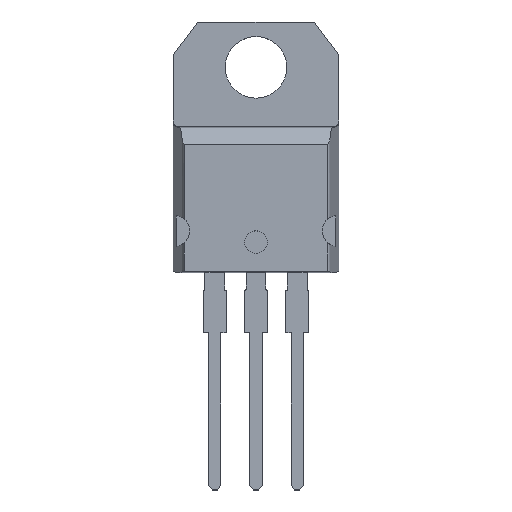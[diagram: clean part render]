
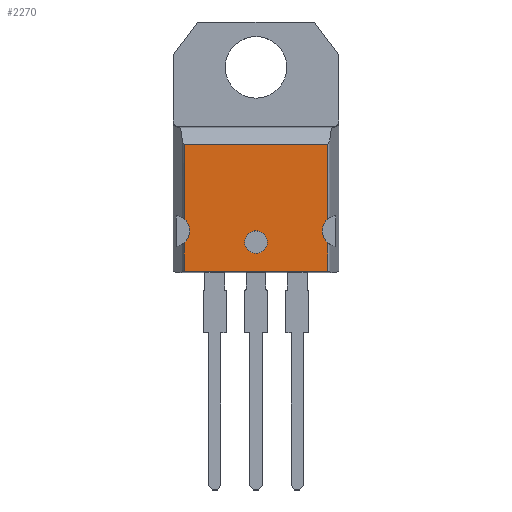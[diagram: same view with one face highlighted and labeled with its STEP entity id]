
A CAD part, top view. The second image highlights one B-rep face of the part: STEP entity #2270.
In plain terms, the highlighted planar face has unit normal (0, 0, 1).
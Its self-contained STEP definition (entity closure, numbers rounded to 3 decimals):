
#20 = EDGE_LOOP ( 'NONE', ( #778, #2482 ) ) ;
#88 = AXIS2_PLACEMENT_3D ( 'NONE', #1919, #2594, #634 ) ;
#93 = EDGE_CURVE ( 'NONE', #2651, #2756, #744, .T. ) ;
#125 = LINE ( 'NONE', #2052, #2634 ) ;
#132 = VECTOR ( 'NONE', #2543, 1000. ) ;
#147 = VERTEX_POINT ( 'NONE', #1303 ) ;
#166 = CIRCLE ( 'NONE', #463, 0.7 ) ;
#175 = DIRECTION ( 'NONE',  ( 0., -1., 0. ) ) ;
#231 = AXIS2_PLACEMENT_3D ( 'NONE', #1792, #2028, #1999 ) ;
#382 = EDGE_LOOP ( 'NONE', ( #472, #1671, #451, #2451, #432, #1794, #2169, #2687, #1877, #1870 ) ) ;
#432 = ORIENTED_EDGE ( 'NONE', *, *, #2716, .F. ) ;
#435 = CIRCLE ( 'NONE', #231, 0.7 ) ;
#451 = ORIENTED_EDGE ( 'NONE', *, *, #1112, .F. ) ;
#463 = AXIS2_PLACEMENT_3D ( 'NONE', #885, #1759, #1125 ) ;
#472 = ORIENTED_EDGE ( 'NONE', *, *, #1901, .T. ) ;
#555 = CIRCLE ( 'NONE', #88, 1. ) ;
#556 = VERTEX_POINT ( 'NONE', #2076 ) ;
#579 = DIRECTION ( 'NONE',  ( 0., -1., 0. ) ) ;
#587 = VECTOR ( 'NONE', #1264, 1000. ) ;
#601 = VERTEX_POINT ( 'NONE', #971 ) ;
#615 = VERTEX_POINT ( 'NONE', #2772 ) ;
#634 = DIRECTION ( 'NONE',  ( -1., 0., 0. ) ) ;
#702 = DIRECTION ( 'NONE',  ( 0., 0., -1. ) ) ;
#739 = CARTESIAN_POINT ( 'NONE',  ( -4.427, 7.944, 4.5 ) ) ;
#741 = DIRECTION ( 'NONE',  ( 0., 1., 0. ) ) ;
#744 = LINE ( 'NONE', #1034, #1355 ) ;
#770 = CARTESIAN_POINT ( 'NONE',  ( -4.427, 1.86, 4.5 ) ) ;
#778 = ORIENTED_EDGE ( 'NONE', *, *, #949, .T. ) ;
#793 = AXIS2_PLACEMENT_3D ( 'NONE', #2708, #2283, #741 ) ;
#819 = EDGE_CURVE ( 'NONE', #601, #615, #555, .T. ) ;
#823 = DIRECTION ( 'NONE',  ( -1., 0., 0. ) ) ;
#847 = EDGE_CURVE ( 'NONE', #2265, #2654, #1959, .T. ) ;
#885 = CARTESIAN_POINT ( 'NONE',  ( 0., 1.9, 4.5 ) ) ;
#908 = VERTEX_POINT ( 'NONE', #1135 ) ;
#910 = CARTESIAN_POINT ( 'NONE',  ( -0.7, 1.9, 4.5 ) ) ;
#924 = EDGE_CURVE ( 'NONE', #2654, #2333, #1288, .T. ) ;
#927 = CARTESIAN_POINT ( 'NONE',  ( -4.427, 0.099, 4.5 ) ) ;
#931 = LINE ( 'NONE', #1504, #587 ) ;
#939 = LINE ( 'NONE', #2006, #2642 ) ;
#949 = EDGE_CURVE ( 'NONE', #556, #2631, #166, .T. ) ;
#971 = CARTESIAN_POINT ( 'NONE',  ( 4.1, 2.6, 4.5 ) ) ;
#1027 = EDGE_CURVE ( 'NONE', #2631, #556, #435, .T. ) ;
#1034 = CARTESIAN_POINT ( 'NONE',  ( 5.1, 7.944, 4.5 ) ) ;
#1112 = EDGE_CURVE ( 'NONE', #2651, #615, #939, .T. ) ;
#1125 = DIRECTION ( 'NONE',  ( 1., 0., 0. ) ) ;
#1135 = CARTESIAN_POINT ( 'NONE',  ( 4.427, 0.099, 4.5 ) ) ;
#1143 = FACE_OUTER_BOUND ( 'NONE', #382, .T. ) ;
#1264 = DIRECTION ( 'NONE',  ( 0., 1., 0. ) ) ;
#1287 = EDGE_CURVE ( 'NONE', #908, #1508, #2124, .T. ) ;
#1288 = CIRCLE ( 'NONE', #2080, 1. ) ;
#1303 = CARTESIAN_POINT ( 'NONE',  ( 4.427, 1.86, 4.5 ) ) ;
#1355 = VECTOR ( 'NONE', #2746, 1000. ) ;
#1393 = FACE_BOUND ( 'NONE', #20, .T. ) ;
#1437 = CARTESIAN_POINT ( 'NONE',  ( -4.427, 3.34, 4.5 ) ) ;
#1482 = LINE ( 'NONE', #2483, #2524 ) ;
#1491 = CARTESIAN_POINT ( 'NONE',  ( 5.1, 0.099, 4.5 ) ) ;
#1504 = CARTESIAN_POINT ( 'NONE',  ( -4.427, 4.022, 4.5 ) ) ;
#1508 = VERTEX_POINT ( 'NONE', #927 ) ;
#1671 = ORIENTED_EDGE ( 'NONE', *, *, #819, .T. ) ;
#1759 = DIRECTION ( 'NONE',  ( 0., 0., -1. ) ) ;
#1768 = DIRECTION ( 'NONE',  ( 1., 0., 0. ) ) ;
#1776 = DIRECTION ( 'NONE',  ( 0., 0., -1. ) ) ;
#1792 = CARTESIAN_POINT ( 'NONE',  ( 0., 1.9, 4.5 ) ) ;
#1794 = ORIENTED_EDGE ( 'NONE', *, *, #847, .T. ) ;
#1851 = CARTESIAN_POINT ( 'NONE',  ( -4.1, 2.6, 4.5 ) ) ;
#1870 = ORIENTED_EDGE ( 'NONE', *, *, #2251, .F. ) ;
#1877 = ORIENTED_EDGE ( 'NONE', *, *, #1287, .F. ) ;
#1901 = EDGE_CURVE ( 'NONE', #147, #601, #2156, .T. ) ;
#1919 = CARTESIAN_POINT ( 'NONE',  ( 5.1, 2.6, 4.5 ) ) ;
#1938 = AXIS2_PLACEMENT_3D ( 'NONE', #2396, #1776, #1972 ) ;
#1959 = CIRCLE ( 'NONE', #1938, 1. ) ;
#1963 = CARTESIAN_POINT ( 'NONE',  ( -5.1, 2.6, 4.5 ) ) ;
#1972 = DIRECTION ( 'NONE',  ( 1., 0., 0. ) ) ;
#1999 = DIRECTION ( 'NONE',  ( 1., 0., 0. ) ) ;
#2006 = CARTESIAN_POINT ( 'NONE',  ( 4.427, 4.022, 4.5 ) ) ;
#2028 = DIRECTION ( 'NONE',  ( 0., 0., -1. ) ) ;
#2030 = CARTESIAN_POINT ( 'NONE',  ( 4.427, 7.944, 4.5 ) ) ;
#2050 = DIRECTION ( 'NONE',  ( 0., 1., 0. ) ) ;
#2052 = CARTESIAN_POINT ( 'NONE',  ( 4.427, 4.022, 4.5 ) ) ;
#2076 = CARTESIAN_POINT ( 'NONE',  ( 0.7, 1.9, 4.5 ) ) ;
#2080 = AXIS2_PLACEMENT_3D ( 'NONE', #1963, #702, #1768 ) ;
#2120 = CARTESIAN_POINT ( 'NONE',  ( 5.1, 2.6, 4.5 ) ) ;
#2124 = LINE ( 'NONE', #1491, #132 ) ;
#2156 = CIRCLE ( 'NONE', #2207, 1. ) ;
#2169 = ORIENTED_EDGE ( 'NONE', *, *, #924, .T. ) ;
#2207 = AXIS2_PLACEMENT_3D ( 'NONE', #2120, #2363, #823 ) ;
#2251 = EDGE_CURVE ( 'NONE', #147, #908, #125, .T. ) ;
#2265 = VERTEX_POINT ( 'NONE', #1437 ) ;
#2270 = ADVANCED_FACE ( 'NONE', ( #1393, #1143 ), #2732, .T. ) ;
#2283 = DIRECTION ( 'NONE',  ( 0., 0., 1. ) ) ;
#2333 = VERTEX_POINT ( 'NONE', #770 ) ;
#2363 = DIRECTION ( 'NONE',  ( 0., 0., -1. ) ) ;
#2396 = CARTESIAN_POINT ( 'NONE',  ( -5.1, 2.6, 4.5 ) ) ;
#2451 = ORIENTED_EDGE ( 'NONE', *, *, #93, .T. ) ;
#2482 = ORIENTED_EDGE ( 'NONE', *, *, #1027, .T. ) ;
#2483 = CARTESIAN_POINT ( 'NONE',  ( -4.427, 4.022, 4.5 ) ) ;
#2510 = EDGE_CURVE ( 'NONE', #1508, #2333, #931, .T. ) ;
#2524 = VECTOR ( 'NONE', #2050, 1000. ) ;
#2543 = DIRECTION ( 'NONE',  ( -1., 0., 0. ) ) ;
#2594 = DIRECTION ( 'NONE',  ( 0., 0., -1. ) ) ;
#2631 = VERTEX_POINT ( 'NONE', #910 ) ;
#2634 = VECTOR ( 'NONE', #579, 1000. ) ;
#2642 = VECTOR ( 'NONE', #175, 1000. ) ;
#2651 = VERTEX_POINT ( 'NONE', #2030 ) ;
#2654 = VERTEX_POINT ( 'NONE', #1851 ) ;
#2687 = ORIENTED_EDGE ( 'NONE', *, *, #2510, .F. ) ;
#2708 = CARTESIAN_POINT ( 'NONE',  ( 5.1, 4.022, 4.5 ) ) ;
#2716 = EDGE_CURVE ( 'NONE', #2265, #2756, #1482, .T. ) ;
#2732 = PLANE ( 'NONE',  #793 ) ;
#2746 = DIRECTION ( 'NONE',  ( -1., 0., 0. ) ) ;
#2756 = VERTEX_POINT ( 'NONE', #739 ) ;
#2772 = CARTESIAN_POINT ( 'NONE',  ( 4.427, 3.34, 4.5 ) ) ;
